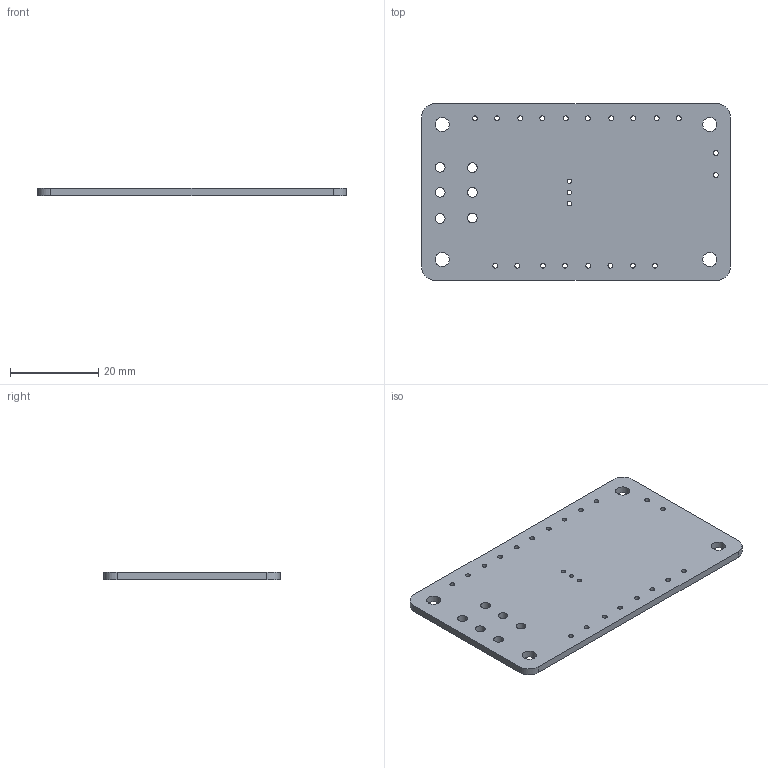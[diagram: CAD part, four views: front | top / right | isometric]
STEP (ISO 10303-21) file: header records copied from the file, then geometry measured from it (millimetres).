
FILE_DESCRIPTION(('KiCad electronic assembly'),'2;1');
FILE_NAME('powerPCB.step','2022-09-23T20:50:33',('Pcbnew'),('Kicad'), 'Open CASCADE STEP processor 7.6','KiCad to STEP converter','Unknown' );
FILE_SCHEMA(('AUTOMOTIVE_DESIGN { 1 0 10303 214 1 1 1 1 }'));
Length unit declared in the file: millimetre
Products named in the file (2): powerPCB 1; powerPCB PCB
Assembly tree (1 placements, depth 2):
  powerPCB 1
    powerPCB PCB
Bounding box: 70 x 40 x 1.6 mm (x, y, z)
Volume: 4345.5 mm3; surface area: 6032 mm2
Topology: 1 solids, 1 shells, 43 faces, 123 edges, 82 vertices
Faces by surface type: cylinder 37, plane 6
Full cylindrical faces by diameter (mm): 1 x3, 1.1 x20, 2.2 x6, 3.2 x4
Entity records: 3229 total; most frequent: DIRECTION 533, CARTESIAN_POINT 496, ORIENTED_EDGE 246, PCURVE 246, DEFINITIONAL_REPRESENTATION 246, LINE 221, VECTOR 221, CIRCLE 148
